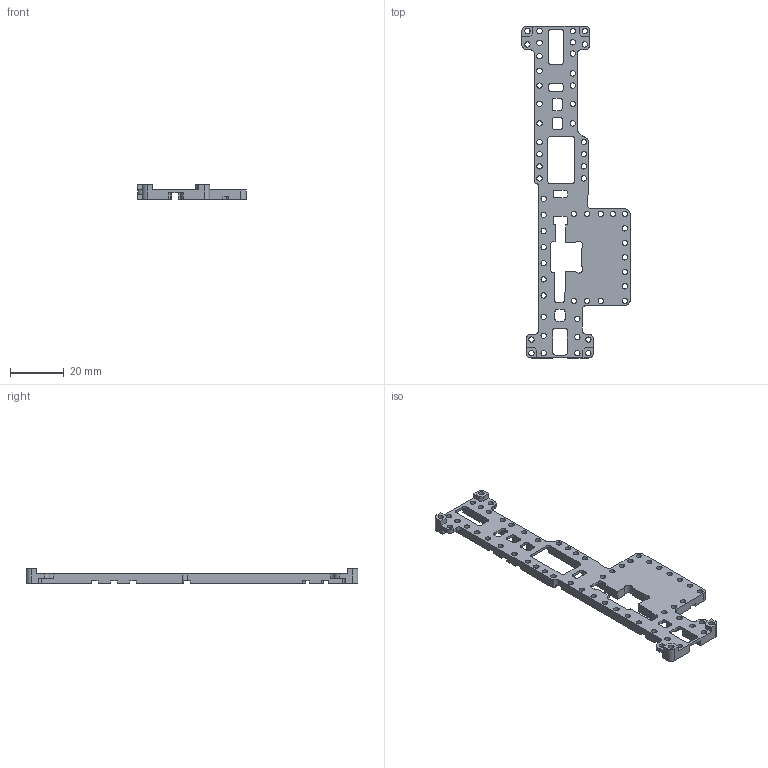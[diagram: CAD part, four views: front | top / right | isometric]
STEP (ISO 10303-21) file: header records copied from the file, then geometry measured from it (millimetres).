
FILE_DESCRIPTION(('STEP AP203'), '1');
FILE_NAME('ÊÄØÞ.741565.002 Ðàìêà K', '2025-03-28T08:09:17', ('user'), (''), 'C3D Converter', 'C3D Toolkit', '');
FILE_SCHEMA(('CONFIG_CONTROL_DESIGN'));
Length unit declared in the file: millimetre
Products named in the file (1): КДШЮ.741565.002
Bounding box: 40.4 x 123.68 x 5.5 mm (x, y, z)
Volume: 6348.5 mm3; surface area: 8038.4 mm2
Topology: 1 solids, 1 shells, 364 faces, 1107 edges, 736 vertices
Faces by surface type: plane 196, cylinder 164, cone 4
Full cylindrical faces by diameter (mm): 2 x57
Entity records: 12450 total; most frequent: CARTESIAN_POINT 2147, DIRECTION 2113, ORIENTED_EDGE 2092, EDGE_CURVE 1046, VERTEX_POINT 736, LINE 709, VECTOR 709, AXIS2_PLACEMENT_3D 702
